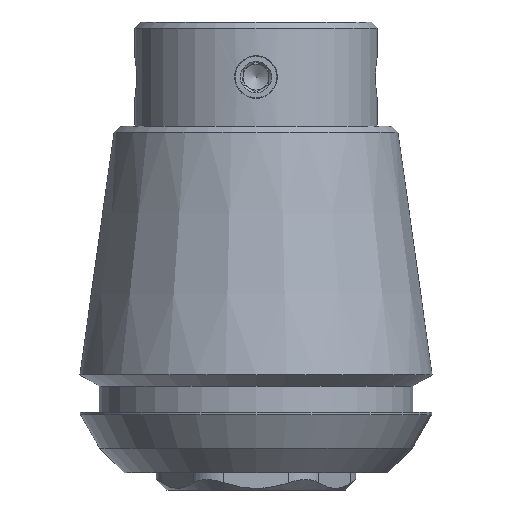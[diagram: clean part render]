
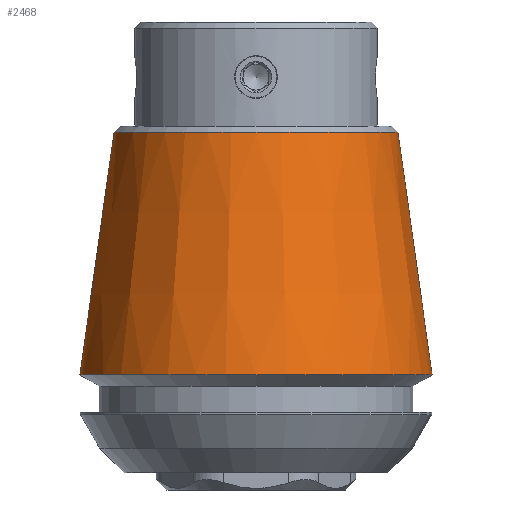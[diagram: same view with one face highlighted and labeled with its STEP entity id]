
A CAD part, front view. The second image highlights one B-rep face of the part: STEP entity #2468.
In plain terms, the highlighted conical face has half-angle 8 degrees and reference radius 20.32 mm.
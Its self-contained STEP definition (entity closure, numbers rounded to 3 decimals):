
#26=CONICAL_SURFACE('',#2624,20.32,0.14);
#499=ORIENTED_EDGE('',*,*,#915,.T.);
#500=ORIENTED_EDGE('',*,*,#914,.T.);
#914=EDGE_CURVE('',#1119,#1119,#1242,.T.);
#915=EDGE_CURVE('',#1120,#1120,#1243,.F.);
#1119=VERTEX_POINT('',#3602);
#1120=VERTEX_POINT('',#3605);
#1242=CIRCLE('',#2623,20.32);
#1243=CIRCLE('',#2625,16.381);
#1336=EDGE_LOOP('',(#499));
#1337=EDGE_LOOP('',(#500));
#1494=FACE_BOUND('',#1336,.T.);
#1495=FACE_BOUND('',#1337,.T.);
#2468=ADVANCED_FACE('',(#1494,#1495),#26,.T.);
#2623=AXIS2_PLACEMENT_3D('',#3601,#2903,#2904);
#2624=AXIS2_PLACEMENT_3D('',#3603,#2905,#2906);
#2625=AXIS2_PLACEMENT_3D('',#3604,#2907,#2908);
#2903=DIRECTION('',(0.,0.,1.));
#2904=DIRECTION('',(1.,0.,0.));
#2905=DIRECTION('',(0.,0.,-1.));
#2906=DIRECTION('',(-1.,0.,0.));
#2907=DIRECTION('',(0.,0.,1.));
#2908=DIRECTION('',(1.,0.,0.));
#3601=CARTESIAN_POINT('',(0.,0.,11.282));
#3602=CARTESIAN_POINT('',(20.32,0.,11.282));
#3603=CARTESIAN_POINT('',(0.,0.,11.282));
#3604=CARTESIAN_POINT('',(0.,0.,39.307));
#3605=CARTESIAN_POINT('',(16.381,0.,39.307));
